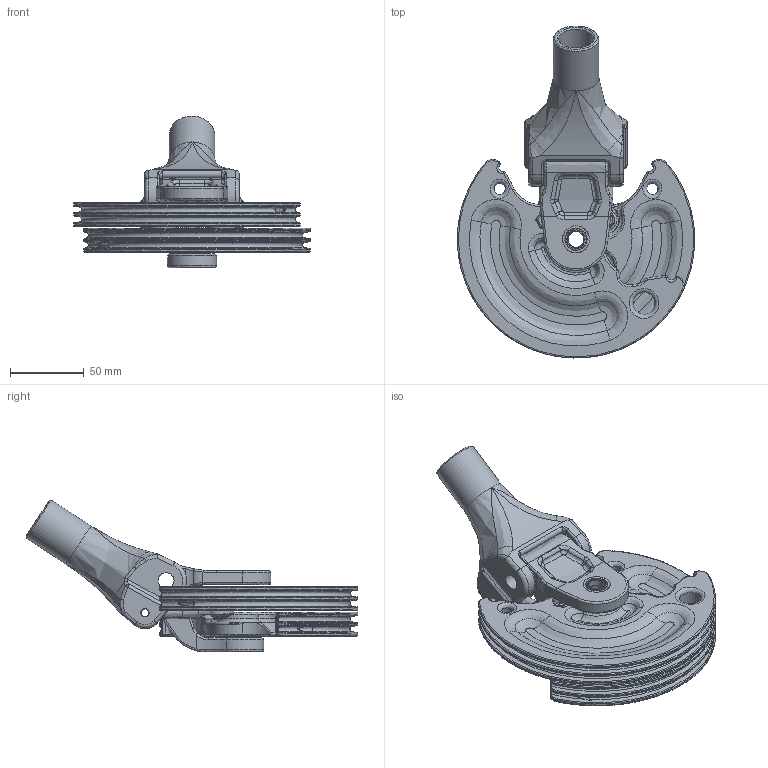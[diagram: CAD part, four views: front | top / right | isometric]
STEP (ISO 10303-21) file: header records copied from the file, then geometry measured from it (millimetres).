
FILE_DESCRIPTION(('FreeCAD Model'),'2;1');
FILE_NAME('Open CASCADE Shape Model','2025-04-26T23:59:57',('FreeCAD'),( 'FreeCAD'),'Open CASCADE STEP processor 7.6','FreeCAD','Unknown');
FILE_SCHEMA(('AUTOMOTIVE_DESIGN { 1 0 10303 214 1 1 1 1 }'));
Products named in the file (1): Open CASCADE STEP translator 7.6 1
Bounding box: 161.01 x 225.3 x 103.1 mm (x, y, z)
Volume: 403710.8 mm3; surface area: 139267.3 mm2
Topology: 188 solids, 188 shells, 1349 faces, 3254 edges, 1963 vertices
Faces by surface type: bspline 1349
Entity records: 61388 total; most frequent: CARTESIAN_POINT 45102, ORIENTED_EDGE 5454, EDGE_CURVE 2727, VERTEX_POINT 1801, FACE_BOUND 1482, ADVANCED_FACE 1347, EDGE_LOOP 1322, B_SPLINE_CURVE_WITH_KNOTS 1150
